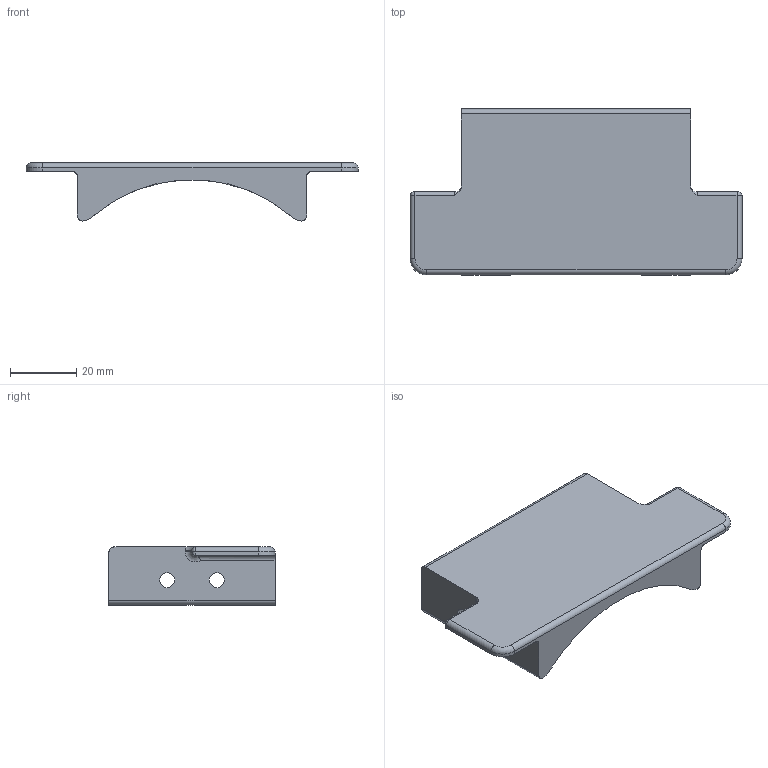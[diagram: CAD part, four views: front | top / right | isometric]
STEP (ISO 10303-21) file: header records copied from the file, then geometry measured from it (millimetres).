
FILE_DESCRIPTION(/* description */ ('','CAx-IF Rec.Pracs.---Representation and Presentation of Product Manufacturing Information (PMI)---4.0---2014-10-13'),/* implementation_level */ '2;1');
FILE_NAME(/* name */ 'BTTERY_BKT_UNDER v18.step',/* time_stamp */ '2024-12-28T11:13:34+09:00',/* author */ (''),/* organization */ (''),/* preprocessor_version */ 'ST-DEVELOPER v20',/* originating_system */ 'Autodesk Translation Framework v13.20.0.188',/* authorisation */ '');
FILE_SCHEMA (('AP242_MANAGED_MODEL_BASED_3D_ENGINEERING_MIM_LF { 1 0 10303 442 1 1 4 }'));
Length unit declared in the file: millimetre
Products named in the file (1): BTTERY_BKT_UNDER
Bounding box: 100 x 50 x 17.47 mm (x, y, z)
Volume: 18887.8 mm3; surface area: 13275.8 mm2
Topology: 1 solids, 1 shells, 62 faces, 156 edges, 92 vertices
Faces by surface type: cylinder 34, plane 16, bspline 6, torus 6
Full cylindrical faces by diameter (mm): 4.5 x4
Entity records: 2059 total; most frequent: CARTESIAN_POINT 545, DIRECTION 320, ORIENTED_EDGE 304, EDGE_CURVE 152, AXIS2_PLACEMENT_3D 125, VERTEX_POINT 92, LINE 70, VECTOR 70
